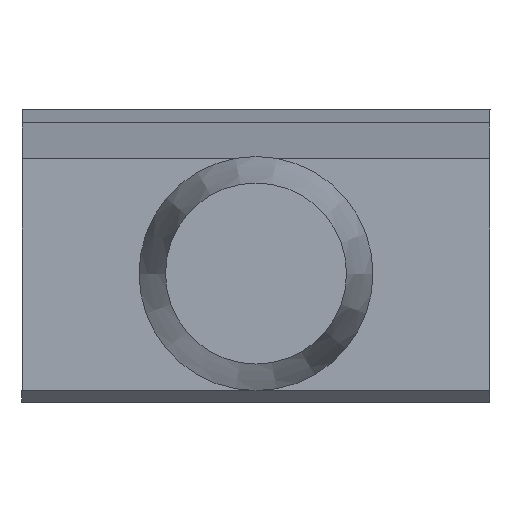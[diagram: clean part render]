
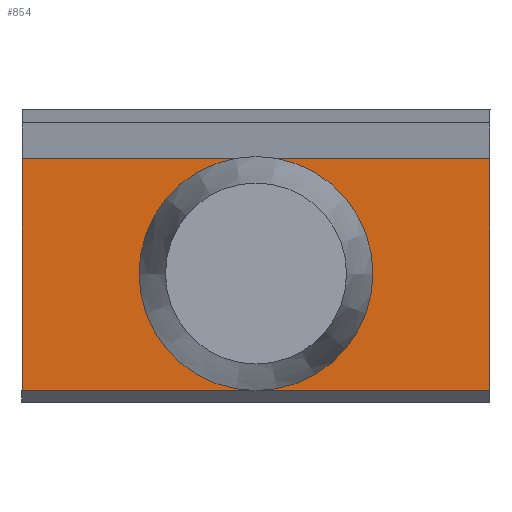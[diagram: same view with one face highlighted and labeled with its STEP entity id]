
A CAD part, left-side view. The second image highlights one B-rep face of the part: STEP entity #854.
In plain terms, the highlighted planar face has unit normal (-1, 0, 0).
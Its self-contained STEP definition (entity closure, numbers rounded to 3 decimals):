
#20=PLANE('',#915);
#53=FACE_BOUND('',#147,.T.);
#91=FACE_OUTER_BOUND('',#146,.T.);
#146=EDGE_LOOP('',(#595,#596,#597,#598));
#147=EDGE_LOOP('',(#599));
#209=CIRCLE('',#896,1.5);
#244=LINE('',#1295,#316);
#245=LINE('',#1297,#317);
#246=LINE('',#1299,#318);
#247=LINE('',#1300,#319);
#316=VECTOR('',#1028,9.905);
#317=VECTOR('',#1029,20.);
#318=VECTOR('',#1030,9.905);
#319=VECTOR('',#1031,20.);
#388=VERTEX_POINT('',#1258);
#399=VERTEX_POINT('',#1293);
#400=VERTEX_POINT('',#1294);
#401=VERTEX_POINT('',#1296);
#402=VERTEX_POINT('',#1298);
#465=EDGE_CURVE('',#388,#388,#209,.T.);
#478=EDGE_CURVE('',#399,#400,#244,.T.);
#479=EDGE_CURVE('',#401,#399,#245,.T.);
#480=EDGE_CURVE('',#401,#402,#246,.T.);
#481=EDGE_CURVE('',#402,#400,#247,.T.);
#595=ORIENTED_EDGE('',*,*,#478,.F.);
#596=ORIENTED_EDGE('',*,*,#479,.F.);
#597=ORIENTED_EDGE('',*,*,#480,.T.);
#598=ORIENTED_EDGE('',*,*,#481,.T.);
#599=ORIENTED_EDGE('',*,*,#465,.F.);
#854=ADVANCED_FACE('',(#91,#53),#20,.T.);
#896=AXIS2_PLACEMENT_3D('',#1259,#984,#985);
#915=AXIS2_PLACEMENT_3D('',#1292,#1026,#1027);
#984=DIRECTION('center_axis',(-1.,0.,0.));
#985=DIRECTION('ref_axis',(0.,0.,-1.));
#1026=DIRECTION('center_axis',(-1.,0.,0.));
#1027=DIRECTION('ref_axis',(0.,0.,1.));
#1028=DIRECTION('',(0.,0.,1.));
#1029=DIRECTION('',(0.,1.,0.));
#1030=DIRECTION('',(0.,0.,1.));
#1031=DIRECTION('',(0.,1.,0.));
#1258=CARTESIAN_POINT('',(167.318,91.436,37.1));
#1259=CARTESIAN_POINT('Origin',(167.318,91.436,38.6));
#1292=CARTESIAN_POINT('Origin',(167.318,101.436,33.6));
#1293=CARTESIAN_POINT('',(167.318,101.436,33.6));
#1294=CARTESIAN_POINT('',(167.318,101.436,43.505));
#1295=CARTESIAN_POINT('',(167.318,101.436,33.6));
#1296=CARTESIAN_POINT('',(167.318,81.436,33.6));
#1297=CARTESIAN_POINT('',(167.318,81.436,33.6));
#1298=CARTESIAN_POINT('',(167.318,81.436,43.505));
#1299=CARTESIAN_POINT('',(167.318,81.436,33.6));
#1300=CARTESIAN_POINT('',(167.318,81.436,43.505));
